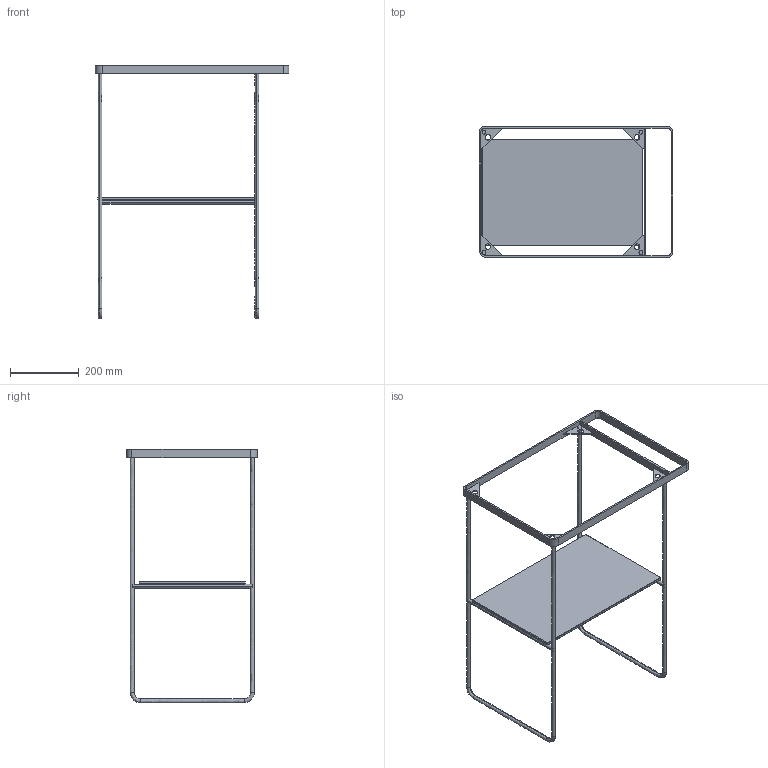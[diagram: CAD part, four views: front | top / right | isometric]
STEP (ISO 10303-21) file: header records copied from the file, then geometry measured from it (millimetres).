
FILE_DESCRIPTION(/* description */ (''),/* implementation_level */ '2;1');
FILE_NAME(/* name */ '003132',/* time_stamp */ '2022-02-22T10:43:13+01:00',/* author */ (''),/* organization */ (''),/* preprocessor_version */ 'ST-DEVELOPER v15',/* originating_system */ '',/* authorisation */ '');
FILE_SCHEMA (('AUTOMOTIVE_DESIGN'));
Length unit declared in the file: millimetre
Products named in the file (1): Document
Bounding box: 565 x 381 x 740 mm (x, y, z)
Volume: 1453626.2 mm3; surface area: 634890 mm2
Topology: 2 solids, 8 shells, 90 faces, 242 edges, 156 vertices
Faces by surface type: bspline 46, plane 44
Entity records: 3648 total; most frequent: CARTESIAN_POINT 2167, ORIENTED_EDGE 460, EDGE_CURVE 242, VERTEX_POINT 156, B_SPLINE_CURVE_WITH_KNOTS 146, EDGE_LOOP 102, ADVANCED_FACE 90, FACE_OUTER_BOUND 90
